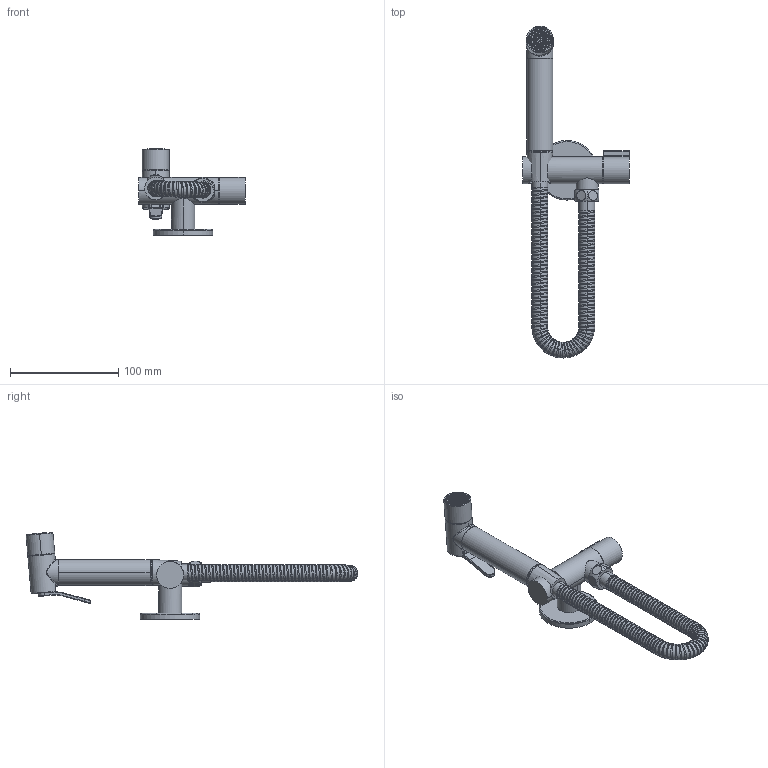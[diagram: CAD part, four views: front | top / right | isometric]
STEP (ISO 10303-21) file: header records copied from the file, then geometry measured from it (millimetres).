
FILE_DESCRIPTION((''),'2;1');
FILE_NAME('ZDUP124CR','2023-01-23T11:48:15',('simone.bertoli'),('PAFFONI SpA'),'CREO PARAMETRIC BY PTC INC, 2022124','CREO PARAMETRIC BY PTC INC, 2022124','');
FILE_SCHEMA(('CONFIG_CONTROL_DESIGN','SHAPE_APPEARANCE_LAYERS_GROUPS'));
Length unit declared in the file: millimetre
Products named in the file (1): ZDUP124CR
Bounding box: 98.5 x 306.94 x 80.09 mm (x, y, z)
Surface area: 59818.9 mm2 (no closed solid volume)
Topology: 0 solids, 28 shells, 760 faces, 2980 edges, 2203 vertices
Faces by surface type: cylinder 266, plane 153, bspline 138, torus 130, cone 68, revolution 2, sphere 2, extrusion 1
Entity records: 71544 total; most frequent: CARTESIAN_POINT 42742, ORIENTED_EDGE 4804, DIRECTION 4558, EDGE_CURVE 2976, VERTEX_POINT 2203, AXIS2_PLACEMENT_3D 1859, CIRCLE 1240, B_SPLINE_CURVE_WITH_KNOTS 902
